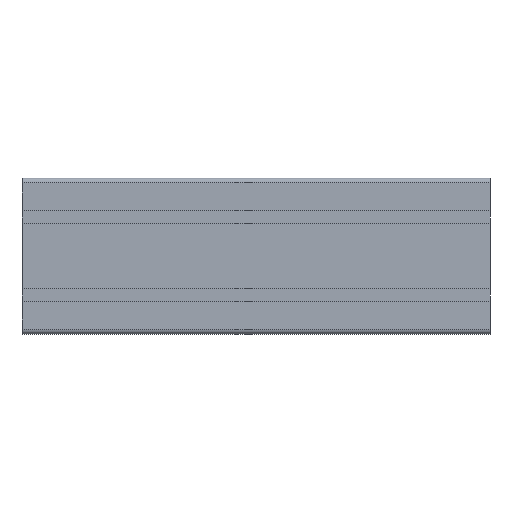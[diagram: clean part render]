
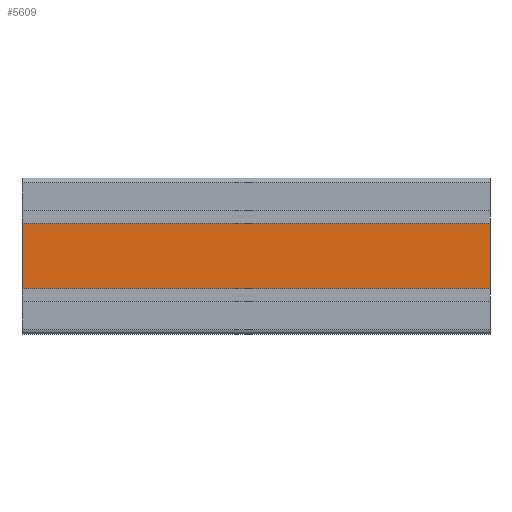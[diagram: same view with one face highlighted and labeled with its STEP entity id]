
A CAD part, left-side view. The second image highlights one B-rep face of the part: STEP entity #5609.
In plain terms, the highlighted face is planar.
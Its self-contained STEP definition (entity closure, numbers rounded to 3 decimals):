
#212 = VECTOR ( 'NONE', #6012, 1000. ) ;
#263 = VECTOR ( 'NONE', #6053, 1000. ) ;
#275 = VECTOR ( 'NONE', #6168, 1000. ) ;
#297 = VECTOR ( 'NONE', #6219, 1000. ) ;
#1947 = AXIS2_PLACEMENT_3D ( 'NONE', #5034, #5094, #5016 ) ;
#3750 = VERTEX_POINT ( 'NONE', #4011 ) ;
#3756 = VERTEX_POINT ( 'NONE', #4004 ) ;
#3773 = VERTEX_POINT ( 'NONE', #4019 ) ;
#3790 = VERTEX_POINT ( 'NONE', #4046 ) ;
#4004 = CARTESIAN_POINT ( 'NONE',  ( 25., -20.9, -300. ) ) ;
#4011 = CARTESIAN_POINT ( 'NONE',  ( 25., -20.9, 0. ) ) ;
#4019 = CARTESIAN_POINT ( 'NONE',  ( 25., 20.9, -300. ) ) ;
#4046 = CARTESIAN_POINT ( 'NONE',  ( 25., 20.9, 0. ) ) ;
#4690 = EDGE_CURVE ( 'NONE', #3750, #3790, #5993, .T. ) ;
#4728 = EDGE_CURVE ( 'NONE', #3756, #3750, #6063, .T. ) ;
#4769 = EDGE_CURVE ( 'NONE', #3756, #3773, #6169, .T. ) ;
#4790 = EDGE_CURVE ( 'NONE', #3773, #3790, #6218, .T. ) ;
#5016 = DIRECTION ( 'NONE',  ( 0., 0., -1. ) ) ;
#5021 = PLANE ( 'NONE',  #1947 ) ;
#5034 = CARTESIAN_POINT ( 'NONE',  ( 25., -20.9, -300. ) ) ;
#5065 = FACE_OUTER_BOUND ( 'NONE', #6629, .T. ) ;
#5094 = DIRECTION ( 'NONE',  ( 1., 0., 0. ) ) ;
#5609 = ADVANCED_FACE ( 'PLANAR_42', ( #5065 ), #5021, .T. ) ;
#5993 = LINE ( 'NONE', #5995, #212 ) ;
#5995 = CARTESIAN_POINT ( 'NONE',  ( 25., -20.9, 0. ) ) ;
#6012 = DIRECTION ( 'NONE',  ( 0., 1., 0. ) ) ;
#6053 = DIRECTION ( 'NONE',  ( 0., 0., 1. ) ) ;
#6063 = LINE ( 'NONE', #6074, #263 ) ;
#6074 = CARTESIAN_POINT ( 'NONE',  ( 25., -20.9, -300. ) ) ;
#6167 = CARTESIAN_POINT ( 'NONE',  ( 25., -20.9, -300. ) ) ;
#6168 = DIRECTION ( 'NONE',  ( 0., 1., 0. ) ) ;
#6169 = LINE ( 'NONE', #6167, #275 ) ;
#6206 = CARTESIAN_POINT ( 'NONE',  ( 25., 20.9, -300. ) ) ;
#6218 = LINE ( 'NONE', #6206, #297 ) ;
#6219 = DIRECTION ( 'NONE',  ( 0., 0., 1. ) ) ;
#6414 = ORIENTED_EDGE ( 'NONE', *, *, #4790, .T. ) ;
#6434 = ORIENTED_EDGE ( 'NONE', *, *, #4769, .T. ) ;
#6446 = ORIENTED_EDGE ( 'NONE', *, *, #4728, .F. ) ;
#6452 = ORIENTED_EDGE ( 'NONE', *, *, #4690, .F. ) ;
#6629 = EDGE_LOOP ( 'NONE', ( #6452, #6446, #6434, #6414 ) ) ;
